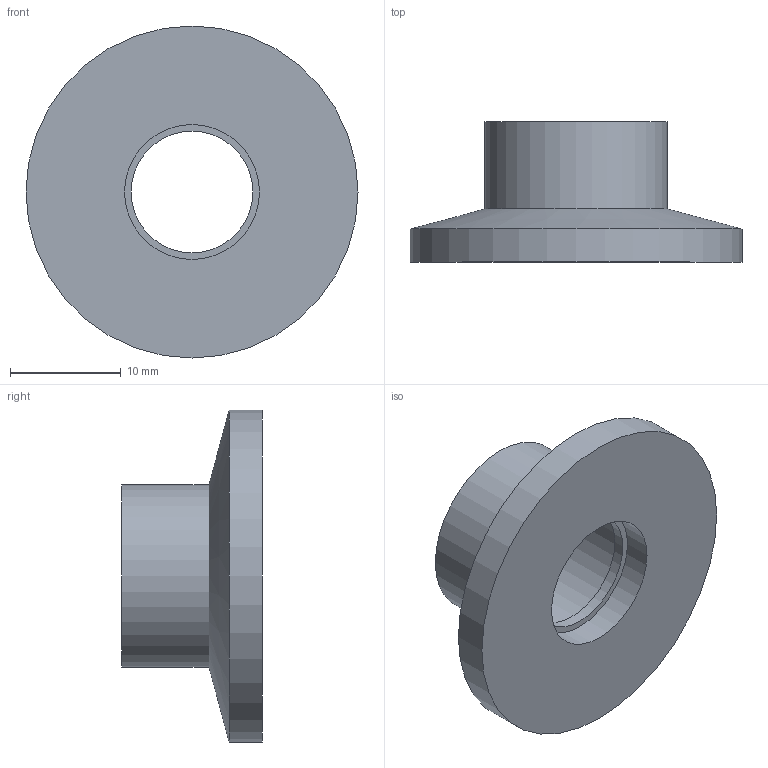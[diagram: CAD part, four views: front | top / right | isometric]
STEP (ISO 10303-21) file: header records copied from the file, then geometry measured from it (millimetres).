
FILE_DESCRIPTION(/* description */ (''),/* implementation_level */ '2;1');
FILE_NAME(/* name */ 'FL-10KF-12SW.stp',/* time_stamp */ '2018-03-09T14:32:48+00:00',/* author */ ('paul'),/* organization */ (''),/* preprocessor_version */ 'ST-DEVELOPER v17',/* originating_system */ 'Autodesk Inventor 2018',/* authorisation */ '');
FILE_SCHEMA (('AUTOMOTIVE_DESIGN { 1 0 10303 214 3 1 1 }'));
Length unit declared in the file: millimetre
Products named in the file (1): FL-10KF-12SW
Bounding box: 30 x 12.7 x 30 mm (x, y, z)
Volume: 2989 mm3; surface area: 2439 mm2
Topology: 1 solids, 1 shells, 10 faces, 26 edges, 20 vertices
Faces by surface type: cylinder 5, plane 4, cone 1
Full cylindrical faces by diameter (mm): 11 x1, 12.2 x1, 13 x1, 16.5 x1, 30 x1
Entity records: 377 total; most frequent: DIRECTION 68, CARTESIAN_POINT 57, ORIENTED_EDGE 52, AXIS2_PLACEMENT_3D 31, EDGE_CURVE 26, CIRCLE 20, VERTEX_POINT 20, EDGE_LOOP 14
